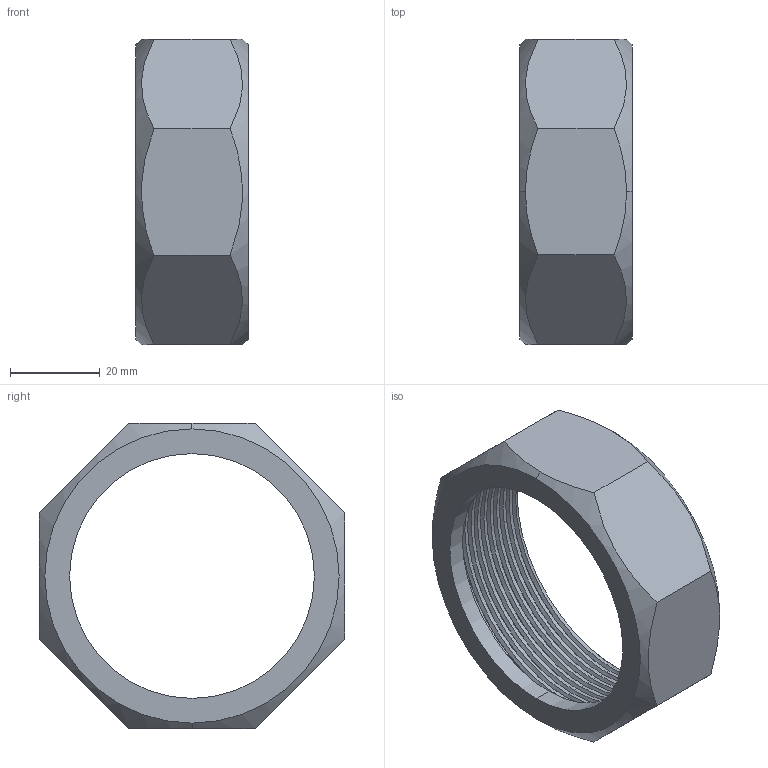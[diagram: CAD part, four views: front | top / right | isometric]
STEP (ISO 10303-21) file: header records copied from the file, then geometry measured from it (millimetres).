
FILE_DESCRIPTION (( 'STEP AP203' ), '1' );
FILE_NAME ('R-131-M_M62x2_17106770.STEP', '2024-09-03T09:42:29', ( '' ), ( '' ), 'SwSTEP 2.0', 'SolidWorks 2024', '' );
FILE_SCHEMA (( 'CONFIG_CONTROL_DESIGN' ));
Length unit declared in the file: millimetre
Products named in the file (1): R-131-M_M62x2_17106770
Bounding box: 25 x 68 x 68 mm (x, y, z)
Volume: 20755.9 mm3; surface area: 14903.2 mm2
Topology: 1 solids, 1 shells, 44 faces, 119 edges, 78 vertices
Faces by surface type: cylinder 24, plane 12, cone 4, bspline 4
Entity records: 4254 total; most frequent: CARTESIAN_POINT 3261, ORIENTED_EDGE 238, DIRECTION 139, EDGE_CURVE 119, VERTEX_POINT 78, AXIS2_PLACEMENT_3D 52, EDGE_LOOP 47, FACE_OUTER_BOUND 44
